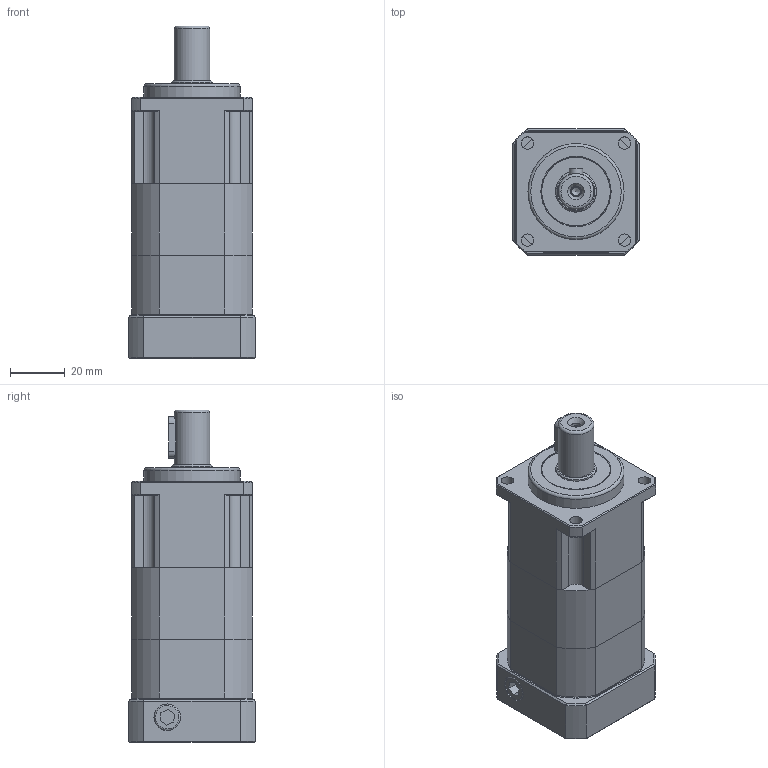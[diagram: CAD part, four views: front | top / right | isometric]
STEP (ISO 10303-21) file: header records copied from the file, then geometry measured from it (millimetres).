
FILE_DESCRIPTION((''),'2;1');
FILE_NAME('PGX44-H-2.stp','2012-02-14T15:28:48',('young'),(''),'Autodesk Inventor 2012','Autodesk Inventor 2012','');
FILE_SCHEMA(('AUTOMOTIVE_DESIGN { 1 0 10303 214 1 1 1 1 }'));
Length unit declared in the file: millimetre
Products named in the file (1): PGX44-H-2
Bounding box: 46 x 46 x 121 mm (x, y, z)
Volume: 137056.9 mm3; surface area: 51015.7 mm2
Topology: 17 solids, 17 shells, 485 faces, 1153 edges, 732 vertices
Faces by surface type: plane 265, cylinder 126, cone 76, torus 9, bspline 9
Full cylindrical faces by diameter (mm): 2.5 x5, 3 x1, 3.3 x9, 3.5 x5, 4 x5, 4.2 x4, 4.5 x8, 5.5 x1, 6 x5, 7 x4, 7.5 x4, 8.2 x1, 9.5 x2, 13 x1, 14.2 x1, 14.8 x2, 15 x3, 25 x4, 27 x1, 28 x1, 30 x2, 32 x2, 35 x1
Entity records: 14050 total; most frequent: CARTESIAN_POINT 3245, DIRECTION 2252, ORIENTED_EDGE 2004, EDGE_CURVE 1002, AXIS2_PLACEMENT_3D 861, VERTEX_POINT 702, EDGE_LOOP 686, VECTOR 530
